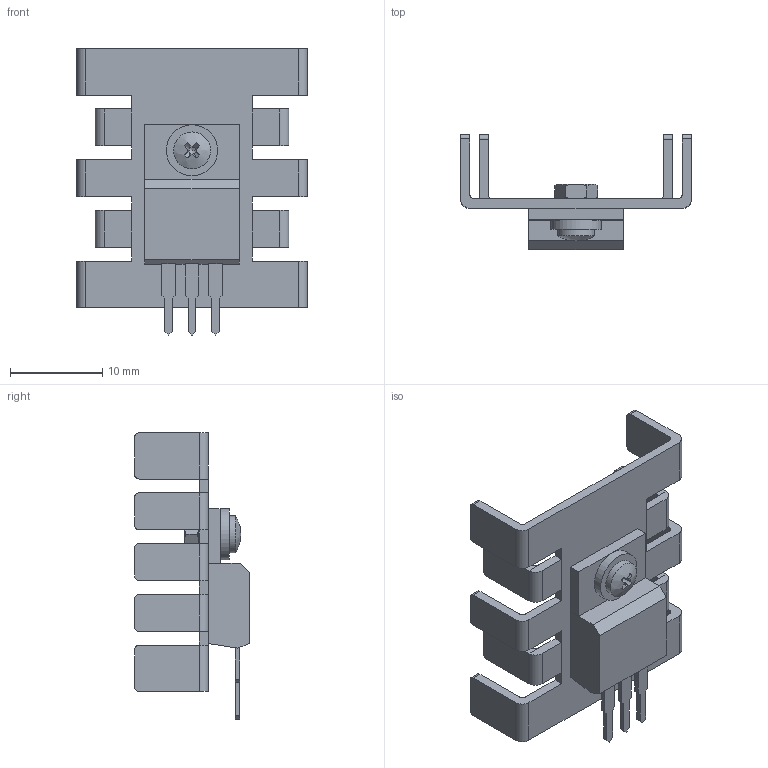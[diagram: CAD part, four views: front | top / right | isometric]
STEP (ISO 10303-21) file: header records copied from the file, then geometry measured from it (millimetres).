
FILE_DESCRIPTION(('FreeCAD Model'),'2;1');
FILE_NAME( 'Heatsink TO-220 28x25x8mm.stp', '2020-10-12T19:47:48',('Author'),(''), 'Open CASCADE STEP processor 7.3','FreeCAD','Unknown');
FILE_SCHEMA(('AUTOMOTIVE_DESIGN { 1 0 10303 214 1 1 1 1 }'));
Length unit declared in the file: millimetre
Products named in the file (6): Heatsink_TO-220_28x25x8mm; TO-220_3_Vertical; Isolator; Screw; Nut; Heatsink_28x25x8mm
Assembly tree (5 placements, depth 2):
  Heatsink_TO-220_28x25x8mm
    TO-220_3_Vertical
    Isolator
    Screw
    Nut
    Heatsink_28x25x8mm
Bounding box: 25 x 12.45 x 31 mm (x, y, z)
Volume: 1428.4 mm3; surface area: 2859.5 mm2
Topology: 5 solids, 5 shells, 297 faces, 784 edges, 473 vertices
Faces by surface type: plane 139, bspline 88, cylinder 52, cone 18
Full cylindrical faces by diameter (mm): 2 x1, 3.5 x2, 3.72 x1, 3.735 x1, 5.54 x1
Entity records: 12858 total; most frequent: CARTESIAN_POINT 5930, ORIENTED_EDGE 1516, DIRECTION 1065, EDGE_CURVE 758, VERTEX_POINT 473, LINE 411, VECTOR 411, AXIS2_PLACEMENT_3D 327
